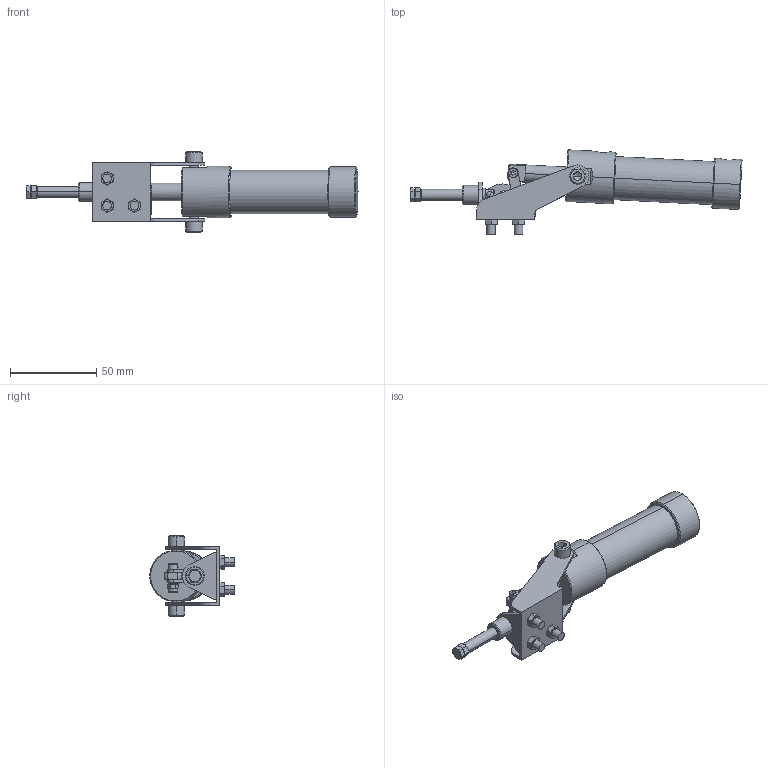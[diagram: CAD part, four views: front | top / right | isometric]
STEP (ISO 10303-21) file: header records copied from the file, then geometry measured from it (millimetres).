
FILE_DESCRIPTION (( 'STEP AP214' ), '1' );
FILE_NAME ('GH-36301-A(Â²¤Æ)-1.STEP', '2020-07-24T01:36:38', ( 'LinWei' ), ( '' ), 'SwSTEP 2.0', 'SolidWorks 2016', '' );
FILE_SCHEMA (( 'AUTOMOTIVE_DESIGN' ));
Length unit declared in the file: millimetre
Products named in the file (8): 1301AM05-1^GH-36301-A(簡化)-1; Group7^GH-36301-A(簡化)-1; Group5^GH-36301-A(簡化)-1; Group4^GH-36301-A(簡化)-1; Group3^GH-36301-A(簡化)-1; Group1^GH-36301-A(簡化)-1; Group6^GH-36301-A(簡化)-1; GH-36301-A(簡化)-1
Assembly tree (7 placements, depth 2):
  GH-36301-A(簡化)-1
    Group6^GH-36301-A(簡化)-1
    Group1^GH-36301-A(簡化)-1
    Group3^GH-36301-A(簡化)-1
    Group4^GH-36301-A(簡化)-1
    Group5^GH-36301-A(簡化)-1
    Group7^GH-36301-A(簡化)-1
    1301AM05-1^GH-36301-A(簡化)-1
Bounding box: 192.24 x 48.73 x 46.7 mm (x, y, z)
Volume: 57340.6 mm3; surface area: 33691.2 mm2
Topology: 11 solids, 13 shells, 553 faces, 1265 edges, 777 vertices
Faces by surface type: plane 239, cylinder 146, cone 132, torus 24, sphere 12
Entity records: 17963 total; most frequent: CARTESIAN_POINT 3585, DIRECTION 2762, ORIENTED_EDGE 2492, EDGE_CURVE 1246, AXIS2_PLACEMENT_3D 1132, VERTEX_POINT 777, EDGE_LOOP 625, CIRCLE 569
